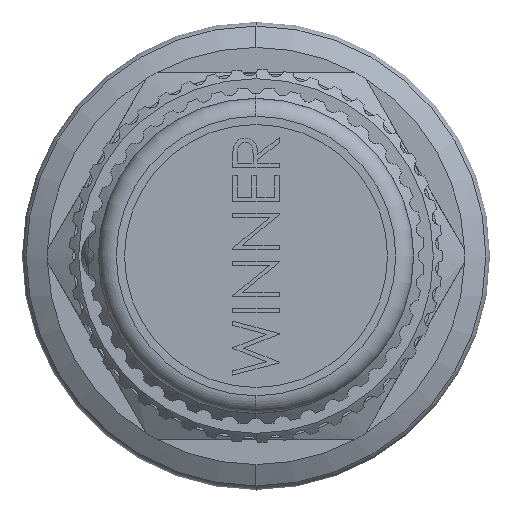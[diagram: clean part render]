
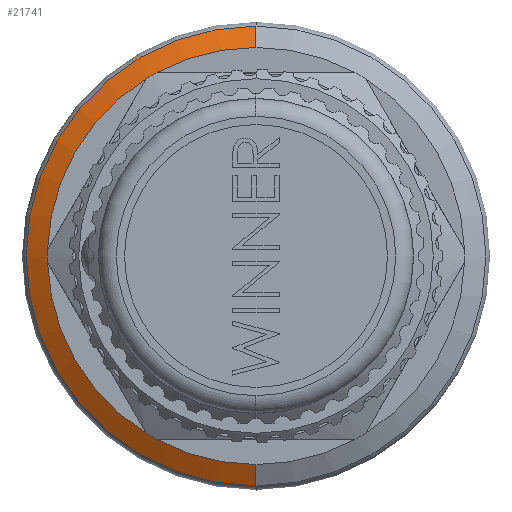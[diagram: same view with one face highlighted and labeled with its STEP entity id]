
A CAD part, left-side view. The second image highlights one B-rep face of the part: STEP entity #21741.
In plain terms, the highlighted conical face has half-angle 60 degrees and reference radius 18 mm.
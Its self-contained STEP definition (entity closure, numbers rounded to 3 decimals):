
#27 = CARTESIAN_POINT ( 'NONE',  ( 35.65, 9.461, 15.313 ) ) ;
#452 = VECTOR ( 'NONE', #29658, 1000. ) ;
#570 = CARTESIAN_POINT ( 'NONE',  ( 35.65, 17.992, 0.537 ) ) ;
#1358 = EDGE_CURVE ( 'NONE', #2312, #3706, #18727, .T. ) ;
#1635 = CARTESIAN_POINT ( 'NONE',  ( 36.709, 0., 19.835 ) ) ;
#2030 = AXIS2_PLACEMENT_3D ( 'NONE', #13549, #22933, #2274 ) ;
#2274 = DIRECTION ( 'NONE',  ( 0., 0., -1. ) ) ;
#2301 = DIRECTION ( 'NONE',  ( 0., 0., -1. ) ) ;
#2312 = VERTEX_POINT ( 'NONE', #17448 ) ;
#3359 = AXIS2_PLACEMENT_3D ( 'NONE', #29926, #6683, #2301 ) ;
#3706 = VERTEX_POINT ( 'NONE', #26200 ) ;
#3744 = CARTESIAN_POINT ( 'NONE',  ( 35.65, 0., 0. ) ) ;
#4252 = VECTOR ( 'NONE', #8210, 1000. ) ;
#4791 = ORIENTED_EDGE ( 'NONE', *, *, #26977, .T. ) ;
#5563 = AXIS2_PLACEMENT_3D ( 'NONE', #22711, #8868, #27271 ) ;
#6219 = VERTEX_POINT ( 'NONE', #27 ) ;
#6683 = DIRECTION ( 'NONE',  ( 1., 0., 0. ) ) ;
#6861 = CARTESIAN_POINT ( 'NONE',  ( 35.65, 8.531, -15.85 ) ) ;
#7130 = VERTEX_POINT ( 'NONE', #1635 ) ;
#7511 = ORIENTED_EDGE ( 'NONE', *, *, #21729, .T. ) ;
#7543 = DIRECTION ( 'NONE',  ( 0., 0., -1. ) ) ;
#8151 = CIRCLE ( 'NONE', #10746, 18. ) ;
#8210 = DIRECTION ( 'NONE',  ( 0.5, 0., 0.866 ) ) ;
#8465 = VERTEX_POINT ( 'NONE', #10469 ) ;
#8868 = DIRECTION ( 'NONE',  ( 1., 0., 0. ) ) ;
#9680 = CARTESIAN_POINT ( 'NONE',  ( 36.709, 0., 0. ) ) ;
#10134 = ORIENTED_EDGE ( 'NONE', *, *, #23873, .T. ) ;
#10195 = CARTESIAN_POINT ( 'NONE',  ( 35.65, 17.992, -0.537 ) ) ;
#10377 = EDGE_CURVE ( 'NONE', #8465, #7130, #26606, .T. ) ;
#10469 = CARTESIAN_POINT ( 'NONE',  ( 36.709, 0., -19.835 ) ) ;
#10746 = AXIS2_PLACEMENT_3D ( 'NONE', #26564, #28890, #17384 ) ;
#11041 = ORIENTED_EDGE ( 'NONE', *, *, #21943, .T. ) ;
#11338 = AXIS2_PLACEMENT_3D ( 'NONE', #23340, #21110, #18919 ) ;
#11519 = EDGE_CURVE ( 'NONE', #6219, #2312, #29523, .T. ) ;
#11863 = EDGE_CURVE ( 'NONE', #26491, #15384, #8151, .T. ) ;
#11924 = VERTEX_POINT ( 'NONE', #19777 ) ;
#12784 = LINE ( 'NONE', #29556, #452 ) ;
#13549 = CARTESIAN_POINT ( 'NONE',  ( 35.65, 0., 0. ) ) ;
#13776 = DIRECTION ( 'NONE',  ( 0., 0., -1. ) ) ;
#14375 = ORIENTED_EDGE ( 'NONE', *, *, #11863, .T. ) ;
#14752 = ORIENTED_EDGE ( 'NONE', *, *, #11519, .T. ) ;
#14824 = FACE_OUTER_BOUND ( 'NONE', #23842, .T. ) ;
#15384 = VERTEX_POINT ( 'NONE', #570 ) ;
#15554 = ORIENTED_EDGE ( 'NONE', *, *, #10377, .F. ) ;
#16356 = EDGE_CURVE ( 'NONE', #11924, #8465, #12784, .T. ) ;
#17327 = AXIS2_PLACEMENT_3D ( 'NONE', #3744, #26895, #22037 ) ;
#17384 = DIRECTION ( 'NONE',  ( 0., 0., -1. ) ) ;
#17448 = CARTESIAN_POINT ( 'NONE',  ( 35.65, 8.531, 15.85 ) ) ;
#17551 = CIRCLE ( 'NONE', #5563, 18. ) ;
#18058 = ORIENTED_EDGE ( 'NONE', *, *, #1358, .T. ) ;
#18188 = DIRECTION ( 'NONE',  ( 0., 0., -1. ) ) ;
#18727 = CIRCLE ( 'NONE', #23167, 18. ) ;
#18907 = CARTESIAN_POINT ( 'NONE',  ( 35.65, 9.461, -15.313 ) ) ;
#18919 = DIRECTION ( 'NONE',  ( 0., 0., -1. ) ) ;
#19777 = CARTESIAN_POINT ( 'NONE',  ( 35.65, 0., -18. ) ) ;
#20882 = LINE ( 'NONE', #29154, #4252 ) ;
#21110 = DIRECTION ( 'NONE',  ( 1., 0., 0. ) ) ;
#21729 = EDGE_CURVE ( 'NONE', #22618, #26300, #22422, .T. ) ;
#21741 = ADVANCED_FACE ( 'NONE', ( #14824 ), #23876, .T. ) ;
#21939 = ORIENTED_EDGE ( 'NONE', *, *, #24351, .T. ) ;
#21943 = EDGE_CURVE ( 'NONE', #26300, #26491, #30006, .T. ) ;
#22037 = DIRECTION ( 'NONE',  ( 0., 0., -1. ) ) ;
#22422 = CIRCLE ( 'NONE', #26806, 18. ) ;
#22618 = VERTEX_POINT ( 'NONE', #6861 ) ;
#22711 = CARTESIAN_POINT ( 'NONE',  ( 35.65, 0., 0. ) ) ;
#22825 = CARTESIAN_POINT ( 'NONE',  ( 35.65, 0., 0. ) ) ;
#22933 = DIRECTION ( 'NONE',  ( 1., 0., 0. ) ) ;
#23167 = AXIS2_PLACEMENT_3D ( 'NONE', #22825, #29698, #18188 ) ;
#23340 = CARTESIAN_POINT ( 'NONE',  ( 35.65, 0., 0. ) ) ;
#23842 = EDGE_LOOP ( 'NONE', ( #18058, #10134, #15554, #24050, #4791, #7511, #11041, #14375, #21939, #14752 ) ) ;
#23873 = EDGE_CURVE ( 'NONE', #3706, #7130, #20882, .T. ) ;
#23876 = CONICAL_SURFACE ( 'NONE', #3359, 18., 1.047 ) ;
#24050 = ORIENTED_EDGE ( 'NONE', *, *, #16356, .F. ) ;
#24351 = EDGE_CURVE ( 'NONE', #15384, #6219, #24511, .T. ) ;
#24511 = CIRCLE ( 'NONE', #2030, 18. ) ;
#26042 = DIRECTION ( 'NONE',  ( 1., 0., 0. ) ) ;
#26200 = CARTESIAN_POINT ( 'NONE',  ( 35.65, 0., 18. ) ) ;
#26300 = VERTEX_POINT ( 'NONE', #18907 ) ;
#26491 = VERTEX_POINT ( 'NONE', #10195 ) ;
#26564 = CARTESIAN_POINT ( 'NONE',  ( 35.65, 0., 0. ) ) ;
#26606 = CIRCLE ( 'NONE', #26984, 19.835 ) ;
#26806 = AXIS2_PLACEMENT_3D ( 'NONE', #27621, #29824, #13776 ) ;
#26895 = DIRECTION ( 'NONE',  ( 1., 0., 0. ) ) ;
#26977 = EDGE_CURVE ( 'NONE', #11924, #22618, #17551, .T. ) ;
#26984 = AXIS2_PLACEMENT_3D ( 'NONE', #9680, #26042, #7543 ) ;
#27271 = DIRECTION ( 'NONE',  ( 0., 0., -1. ) ) ;
#27621 = CARTESIAN_POINT ( 'NONE',  ( 35.65, 0., 0. ) ) ;
#28890 = DIRECTION ( 'NONE',  ( 1., 0., 0. ) ) ;
#29154 = CARTESIAN_POINT ( 'NONE',  ( 35.65, 0., 18. ) ) ;
#29523 = CIRCLE ( 'NONE', #11338, 18. ) ;
#29556 = CARTESIAN_POINT ( 'NONE',  ( 35.65, 0., -18. ) ) ;
#29658 = DIRECTION ( 'NONE',  ( 0.5, 0., -0.866 ) ) ;
#29698 = DIRECTION ( 'NONE',  ( 1., 0., 0. ) ) ;
#29824 = DIRECTION ( 'NONE',  ( 1., 0., 0. ) ) ;
#29926 = CARTESIAN_POINT ( 'NONE',  ( 35.65, 0., 0. ) ) ;
#30006 = CIRCLE ( 'NONE', #17327, 18. ) ;
